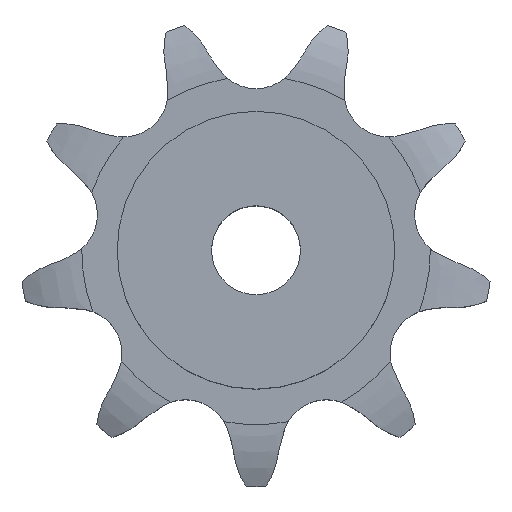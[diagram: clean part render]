
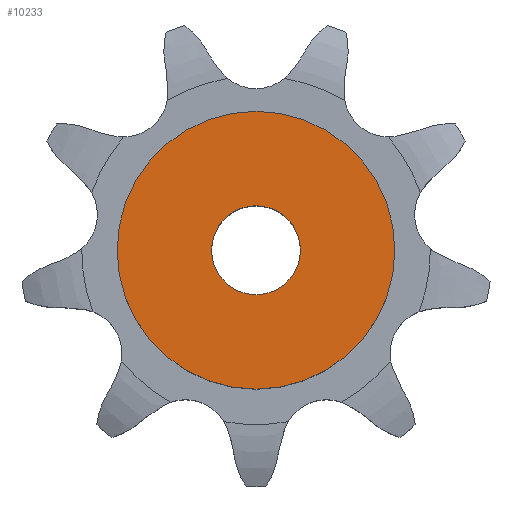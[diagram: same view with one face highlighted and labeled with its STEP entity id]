
A CAD part, top view. The second image highlights one B-rep face of the part: STEP entity #10233.
In plain terms, the highlighted planar face has unit normal (0, 0, 1).
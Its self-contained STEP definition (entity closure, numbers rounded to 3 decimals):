
#1851 = CYLINDRICAL_SURFACE('',#1852,25.);
#1852 = AXIS2_PLACEMENT_3D('',#1853,#1854,#1855);
#1853 = CARTESIAN_POINT('',(0.,0.,0.));
#1854 = DIRECTION('',(-0.,-0.,-1.));
#1855 = DIRECTION('',(1.,0.,0.));
#6757 = VERTEX_POINT('',#6758);
#6758 = CARTESIAN_POINT('',(25.,0.,35.));
#6779 = EDGE_CURVE('',#6757,#6757,#6780,.T.);
#6780 = SURFACE_CURVE('',#6781,(#6786,#6793),.PCURVE_S1.);
#6781 = CIRCLE('',#6782,25.);
#6782 = AXIS2_PLACEMENT_3D('',#6783,#6784,#6785);
#6783 = CARTESIAN_POINT('',(0.,0.,35.));
#6784 = DIRECTION('',(0.,0.,1.));
#6785 = DIRECTION('',(1.,0.,0.));
#6786 = PCURVE('',#1851,#6787);
#6787 = DEFINITIONAL_REPRESENTATION('',(#6788),#6792);
#6788 = LINE('',#6789,#6790);
#6789 = CARTESIAN_POINT('',(-0.,-35.));
#6790 = VECTOR('',#6791,1.);
#6791 = DIRECTION('',(-1.,0.));
#6792 = ( GEOMETRIC_REPRESENTATION_CONTEXT(2) 
PARAMETRIC_REPRESENTATION_CONTEXT() REPRESENTATION_CONTEXT('2D SPACE',''
  ) );
#6793 = PCURVE('',#6794,#6799);
#6794 = PLANE('',#6795);
#6795 = AXIS2_PLACEMENT_3D('',#6796,#6797,#6798);
#6796 = CARTESIAN_POINT('',(0.,0.,35.)
  );
#6797 = DIRECTION('',(0.,0.,1.));
#6798 = DIRECTION('',(1.,0.,0.));
#6799 = DEFINITIONAL_REPRESENTATION('',(#6800),#6804);
#6800 = CIRCLE('',#6801,25.);
#6801 = AXIS2_PLACEMENT_2D('',#6802,#6803);
#6802 = CARTESIAN_POINT('',(0.,0.));
#6803 = DIRECTION('',(1.,0.));
#6804 = ( GEOMETRIC_REPRESENTATION_CONTEXT(2) 
PARAMETRIC_REPRESENTATION_CONTEXT() REPRESENTATION_CONTEXT('2D SPACE',''
  ) );
#8870 = CYLINDRICAL_SURFACE('',#8871,8.);
#8871 = AXIS2_PLACEMENT_3D('',#8872,#8873,#8874);
#8872 = CARTESIAN_POINT('',(0.,0.,148.594));
#8873 = DIRECTION('',(0.,0.,1.));
#8874 = DIRECTION('',(1.,0.,0.));
#10233 = ADVANCED_FACE('',(#10234,#10237),#6794,.T.);
#10234 = FACE_BOUND('',#10235,.T.);
#10235 = EDGE_LOOP('',(#10236));
#10236 = ORIENTED_EDGE('',*,*,#6779,.T.);
#10237 = FACE_BOUND('',#10238,.T.);
#10238 = EDGE_LOOP('',(#10239));
#10239 = ORIENTED_EDGE('',*,*,#10240,.F.);
#10240 = EDGE_CURVE('',#10241,#10241,#10243,.T.);
#10241 = VERTEX_POINT('',#10242);
#10242 = CARTESIAN_POINT('',(8.,0.,35.));
#10243 = SURFACE_CURVE('',#10244,(#10249,#10256),.PCURVE_S1.);
#10244 = CIRCLE('',#10245,8.);
#10245 = AXIS2_PLACEMENT_3D('',#10246,#10247,#10248);
#10246 = CARTESIAN_POINT('',(0.,0.,35.));
#10247 = DIRECTION('',(0.,0.,1.));
#10248 = DIRECTION('',(1.,0.,0.));
#10249 = PCURVE('',#6794,#10250);
#10250 = DEFINITIONAL_REPRESENTATION('',(#10251),#10255);
#10251 = CIRCLE('',#10252,8.);
#10252 = AXIS2_PLACEMENT_2D('',#10253,#10254);
#10253 = CARTESIAN_POINT('',(0.,0.));
#10254 = DIRECTION('',(1.,0.));
#10255 = ( GEOMETRIC_REPRESENTATION_CONTEXT(2) 
PARAMETRIC_REPRESENTATION_CONTEXT() REPRESENTATION_CONTEXT('2D SPACE',''
  ) );
#10256 = PCURVE('',#8870,#10257);
#10257 = DEFINITIONAL_REPRESENTATION('',(#10258),#10262);
#10258 = LINE('',#10259,#10260);
#10259 = CARTESIAN_POINT('',(0.,-113.594));
#10260 = VECTOR('',#10261,1.);
#10261 = DIRECTION('',(1.,0.));
#10262 = ( GEOMETRIC_REPRESENTATION_CONTEXT(2) 
PARAMETRIC_REPRESENTATION_CONTEXT() REPRESENTATION_CONTEXT('2D SPACE',''
  ) );
